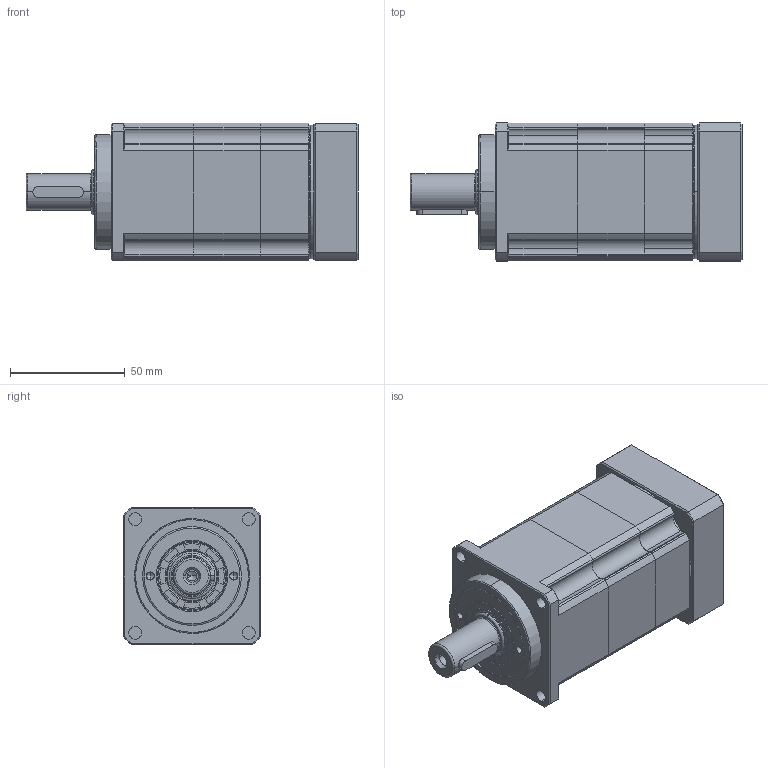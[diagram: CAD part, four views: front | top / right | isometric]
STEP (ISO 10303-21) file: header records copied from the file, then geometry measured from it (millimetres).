
FILE_DESCRIPTION (( 'STEP AP203' ), '1' );
FILE_NAME ('FAB060D-L2-8-38.1-66.7-M4-34.STEP', '2021-04-27T11:34:09', ( '微软用户' ), ( '微软中国' ), 'SwSTEP 2.0', 'SolidWorks 2016', '' );
FILE_SCHEMA (( 'CONFIG_CONTROL_DESIGN' ));
Length unit declared in the file: millimetre
Products named in the file (14): 输入调整套14-8; 蚐猾20304_2; FAB060D-L2-8-38.1-66.7-M4-34; A倰す瑩5-22_2; hex socket set screws with cone point gb_GB_FASTENER_SCREWS_HSCP M10X10-N_2; hexagon socket head cap screws gb_GB_FASTENER_SCREWS_HSHCS M4X16-N_2; FAB060D-Z108一级内齿圈_1; 1-输入端壳体FAB060D_2; FAB060D输出内齿圈壳体; 坶踡遠18-37-12(1)_1; FAB060D隅弇覃淕杶; 输入太阳齿轮060D-14_1; 输入法兰FAB060D-38.1x21xM4; FAB060D怀堤俴陎殤1_2
Assembly tree (16 placements, depth 2):
  FAB060D-L2-8-38.1-66.7-M4-34
    1-输入端壳体FAB060D_2
    坶踡遠18-37-12(1)_1
    输入太阳齿轮060D-14_1
    FAB060D怀堤俴陎殤1_2
    蚐猾20304_2
    A倰す瑩5-22_2
    hex socket set screws with cone point gb_GB_FASTENER_SCREWS_HSCP M10X10-N_2
    hexagon socket head cap screws gb_GB_FASTENER_SCREWS_HSHCS M4X16-N_2  x4
    FAB060D-Z108一级内齿圈_1
    FAB060D输出内齿圈壳体
    FAB060D隅弇覃淕杶
    输入法兰FAB060D-38.1x21xM4
    输入调整套14-8
Bounding box: 144.5 x 60 x 60 mm (x, y, z)
Volume: 338673.1 mm3; surface area: 82762.9 mm2
Topology: 18 solids, 25 shells, 796 faces, 1938 edges, 1196 vertices
Faces by surface type: cylinder 307, plane 264, cone 152, bspline 56, torus 17
Entity records: 27431 total; most frequent: CARTESIAN_POINT 8897, DIRECTION 3695, ORIENTED_EDGE 3460, EDGE_CURVE 1730, AXIS2_PLACEMENT_3D 1490, VERTEX_POINT 1097, EDGE_LOOP 809, CIRCLE 800
